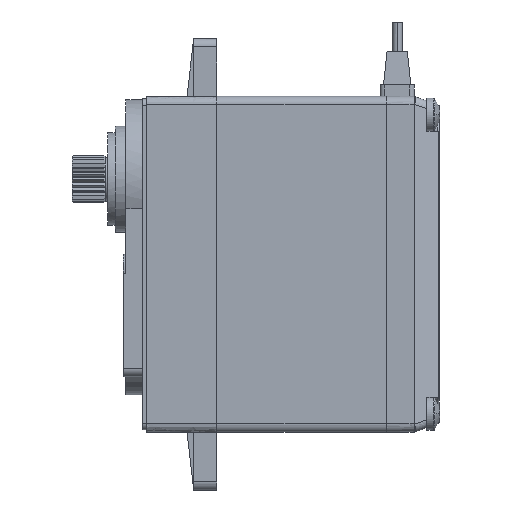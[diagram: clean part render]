
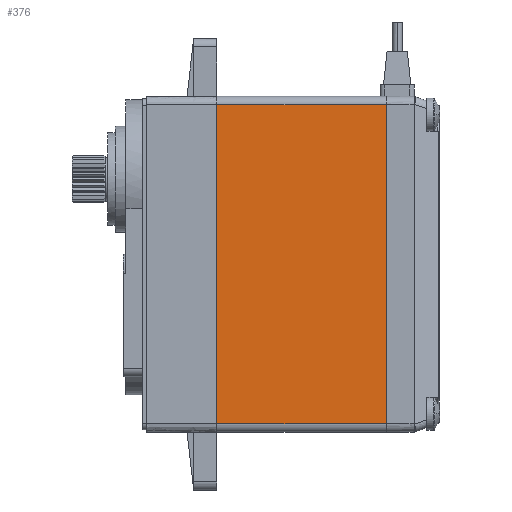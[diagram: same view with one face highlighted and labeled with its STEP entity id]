
A CAD part, front view. The second image highlights one B-rep face of the part: STEP entity #376.
In plain terms, the highlighted planar face has unit normal (0, -1, 0).
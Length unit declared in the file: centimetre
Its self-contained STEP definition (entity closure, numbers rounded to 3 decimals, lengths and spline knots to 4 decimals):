
#376=ADVANCED_FACE('',(#869),#7558,.T.);
#869=FACE_OUTER_BOUND('',#1365,.T.);
#1365=EDGE_LOOP('',(#2791,#2792,#2793,#2794));
#2791=ORIENTED_EDGE('',*,*,#4720,.F.);
#2792=ORIENTED_EDGE('',*,*,#4721,.F.);
#2793=ORIENTED_EDGE('',*,*,#4722,.F.);
#2794=ORIENTED_EDGE('',*,*,#4719,.F.);
#4719=EDGE_CURVE('',#7005,#7006,#5779,.T.);
#4720=EDGE_CURVE('',#7007,#7005,#5780,.T.);
#4721=EDGE_CURVE('',#7008,#7007,#5781,.T.);
#4722=EDGE_CURVE('',#7006,#7008,#5782,.T.);
#5779=B_SPLINE_CURVE_WITH_KNOTS('',1,(#12415,#12416),.UNSPECIFIED.,.F.,
 .F.,(2,2),(-38.6,0.),.UNSPECIFIED.);
#5780=B_SPLINE_CURVE_WITH_KNOTS('',1,(#12417,#12418),.UNSPECIFIED.,.F.,
 .F.,(2,2),(-20.5,0.),.UNSPECIFIED.);
#5781=B_SPLINE_CURVE_WITH_KNOTS('',1,(#12419,#12420),.UNSPECIFIED.,.F.,
 .F.,(2,2),(-38.6,0.),.UNSPECIFIED.);
#5782=B_SPLINE_CURVE_WITH_KNOTS('',1,(#12421,#12422),.UNSPECIFIED.,.F.,
 .F.,(2,2),(-20.5,0.),.UNSPECIFIED.);
#7005=VERTEX_POINT('',#12383);
#7006=VERTEX_POINT('',#12384);
#7007=VERTEX_POINT('',#12385);
#7008=VERTEX_POINT('',#12386);
#7558=PLANE('',#8071);
#8071=AXIS2_PLACEMENT_3D('',#12229,#8346,$);
#8346=DIRECTION('',(0.,-1.,0.));
#12229=CARTESIAN_POINT('',(39.5501,-22.9,-7.1399));
#12383=CARTESIAN_POINT('',(37.5,-22.9,-11.));
#12384=CARTESIAN_POINT('',(37.5,-22.9,-49.6));
#12385=CARTESIAN_POINT('',(17.,-22.9,-11.));
#12386=CARTESIAN_POINT('',(17.,-22.9,-49.6));
#12415=CARTESIAN_POINT('',(37.5,-22.9,-11.));
#12416=CARTESIAN_POINT('',(37.5,-22.9,-49.6));
#12417=CARTESIAN_POINT('',(17.,-22.9,-11.));
#12418=CARTESIAN_POINT('',(37.5,-22.9,-11.));
#12419=CARTESIAN_POINT('',(17.,-22.9,-49.6));
#12420=CARTESIAN_POINT('',(17.,-22.9,-11.));
#12421=CARTESIAN_POINT('',(37.5,-22.9,-49.6));
#12422=CARTESIAN_POINT('',(17.,-22.9,-49.6));
